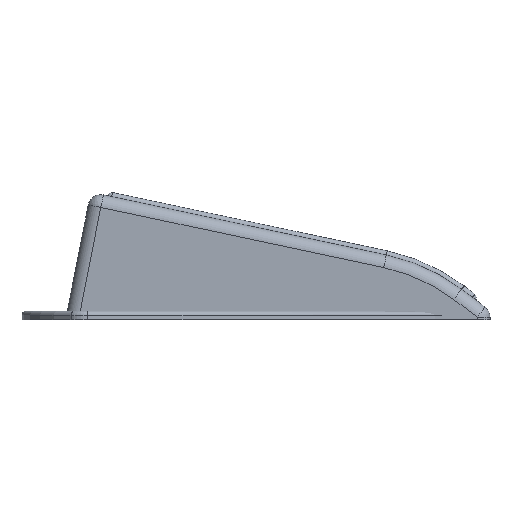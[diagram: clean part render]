
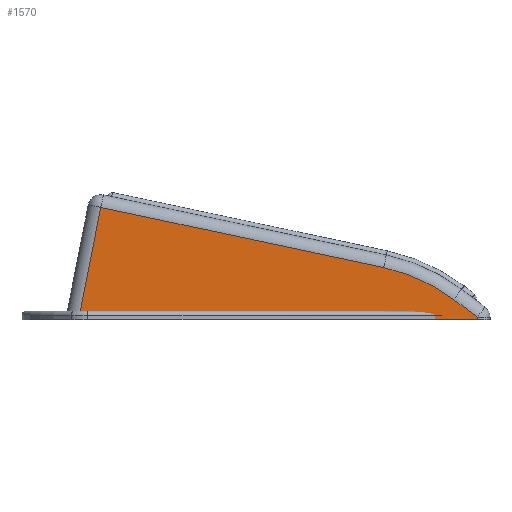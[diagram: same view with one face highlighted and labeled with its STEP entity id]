
A CAD part, left-side view. The second image highlights one B-rep face of the part: STEP entity #1570.
In plain terms, the highlighted planar face has unit normal (-1, 0, 0).
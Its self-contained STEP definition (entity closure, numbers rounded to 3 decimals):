
#41=PLANE('',#1787);
#164=FACE_OUTER_BOUND('',#265,.T.);
#265=EDGE_LOOP('',(#1352,#1353,#1354,#1355,#1356,#1357));
#350=LINE('',#2680,#460);
#357=LINE('',#2706,#467);
#359=LINE('',#2718,#469);
#361=LINE('',#2722,#471);
#370=LINE('',#2740,#480);
#460=VECTOR('',#2195,10.);
#467=VECTOR('',#2228,10.);
#469=VECTOR('',#2242,10.);
#471=VECTOR('',#2248,10.);
#480=VECTOR('',#2271,10.);
#597=CIRCLE('',#1768,42.);
#710=VERTEX_POINT('',#2673);
#712=VERTEX_POINT('',#2678);
#717=VERTEX_POINT('',#2697);
#718=VERTEX_POINT('',#2699);
#719=VERTEX_POINT('',#2708);
#721=VERTEX_POINT('',#2714);
#907=EDGE_CURVE('',#712,#710,#350,.T.);
#918=EDGE_CURVE('',#718,#717,#597,.T.);
#921=EDGE_CURVE('',#710,#718,#357,.T.);
#927=EDGE_CURVE('',#719,#721,#359,.T.);
#929=EDGE_CURVE('',#717,#719,#361,.T.);
#939=EDGE_CURVE('',#721,#712,#370,.T.);
#1352=ORIENTED_EDGE('',*,*,#907,.F.);
#1353=ORIENTED_EDGE('',*,*,#939,.F.);
#1354=ORIENTED_EDGE('',*,*,#927,.F.);
#1355=ORIENTED_EDGE('',*,*,#929,.F.);
#1356=ORIENTED_EDGE('',*,*,#918,.F.);
#1357=ORIENTED_EDGE('',*,*,#921,.F.);
#1570=ADVANCED_FACE('',(#164),#41,.F.);
#1768=AXIS2_PLACEMENT_3D('',#2701,#2220,#2221);
#1787=AXIS2_PLACEMENT_3D('',#2743,#2275,#2276);
#2195=DIRECTION('',(0.,-0.193,0.981));
#2220=DIRECTION('center_axis',(1.,0.,0.));
#2221=DIRECTION('ref_axis',(0.,-0.415,0.91));
#2228=DIRECTION('',(0.,-0.978,-0.208));
#2242=DIRECTION('',(0.,0.,-1.));
#2248=DIRECTION('',(0.,-0.799,-0.602));
#2271=DIRECTION('',(0.,1.,0.));
#2275=DIRECTION('center_axis',(1.,0.,0.));
#2276=DIRECTION('ref_axis',(0.,1.,0.));
#2673=CARTESIAN_POINT('',(0.,-8.262,26.432));
#2678=CARTESIAN_POINT('',(0.,-3.058,0.));
#2680=CARTESIAN_POINT('',(0.,-5.298,11.38));
#2697=CARTESIAN_POINT('',(0.,-91.49,4.719));
#2699=CARTESIAN_POINT('',(0.,-74.946,12.258));
#2701=CARTESIAN_POINT('Origin',(0.,-66.214,-28.824));
#2706=CARTESIAN_POINT('',(0.,-27.902,22.258));
#2708=CARTESIAN_POINT('',(0.,-97.,0.567));
#2714=CARTESIAN_POINT('',(0.,-97.,0.));
#2718=CARTESIAN_POINT('',(0.,-97.,12.5));
#2722=CARTESIAN_POINT('',(0.,-75.472,16.789));
#2740=CARTESIAN_POINT('',(0.,-100.,0.));
#2743=CARTESIAN_POINT('Origin',(0.,-50.,15.));
